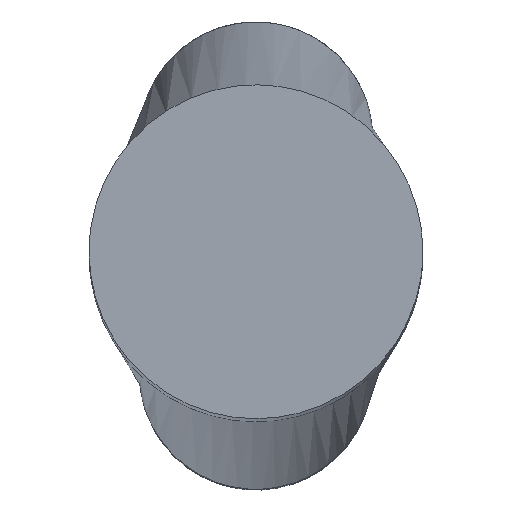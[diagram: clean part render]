
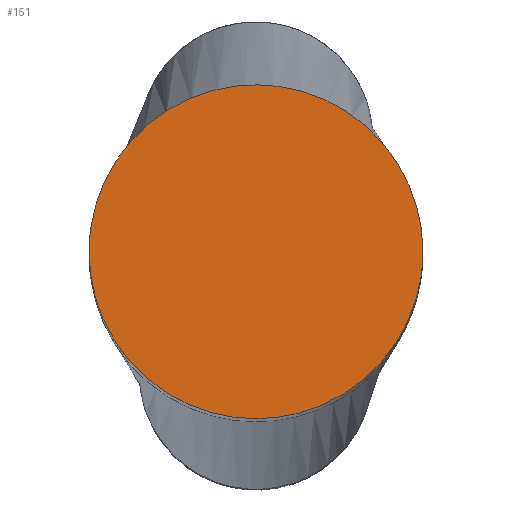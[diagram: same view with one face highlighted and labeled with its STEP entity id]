
A CAD part, top view. The second image highlights one B-rep face of the part: STEP entity #151.
In plain terms, the highlighted planar face has unit normal (0, 0, 1).
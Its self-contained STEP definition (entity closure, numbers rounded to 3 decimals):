
#21=PLANE('',#479);
#50=(
BOUNDED_CURVE()
B_SPLINE_CURVE(2,(#850,#851,#852,#853,#854),.UNSPECIFIED.,.F.,.F.)
B_SPLINE_CURVE_WITH_KNOTS((3,2,3),(0.,3.927,7.854),
 .UNSPECIFIED.)
CURVE()
GEOMETRIC_REPRESENTATION_ITEM()
RATIONAL_B_SPLINE_CURVE((1.,0.707,1.,0.707,1.))
REPRESENTATION_ITEM('')
);
#53=(
BOUNDED_CURVE()
B_SPLINE_CURVE(2,(#862,#863,#864,#865,#866),.UNSPECIFIED.,.F.,.F.)
B_SPLINE_CURVE_WITH_KNOTS((3,2,3),(7.854,11.781,15.708),
 .UNSPECIFIED.)
CURVE()
GEOMETRIC_REPRESENTATION_ITEM()
RATIONAL_B_SPLINE_CURVE((1.,0.707,1.,0.707,1.))
REPRESENTATION_ITEM('')
);
#151=ADVANCED_FACE('',(#180),#21,.T.);
#180=FACE_OUTER_BOUND('',#209,.T.);
#209=EDGE_LOOP('',(#250,#251));
#250=ORIENTED_EDGE('',*,*,#360,.T.);
#251=ORIENTED_EDGE('',*,*,#363,.T.);
#360=EDGE_CURVE('',#424,#426,#50,.T.);
#363=EDGE_CURVE('',#426,#424,#53,.T.);
#424=VERTEX_POINT('',#840);
#426=VERTEX_POINT('',#842);
#479=AXIS2_PLACEMENT_3D('',#828,#492,$);
#492=DIRECTION('',(0.,0.,1.));
#828=CARTESIAN_POINT('',(-3.125,-3.125,40.));
#840=CARTESIAN_POINT('',(2.5,0.,40.));
#842=CARTESIAN_POINT('',(-2.5,0.,40.));
#850=CARTESIAN_POINT('',(2.5,0.,40.));
#851=CARTESIAN_POINT('',(2.5,2.5,40.));
#852=CARTESIAN_POINT('',(0.,2.5,40.));
#853=CARTESIAN_POINT('',(-2.5,2.5,40.));
#854=CARTESIAN_POINT('',(-2.5,0.,40.));
#862=CARTESIAN_POINT('',(-2.5,0.,40.));
#863=CARTESIAN_POINT('',(-2.5,-2.5,40.));
#864=CARTESIAN_POINT('',(0.,-2.5,40.));
#865=CARTESIAN_POINT('',(2.5,-2.5,40.));
#866=CARTESIAN_POINT('',(2.5,0.,40.));
